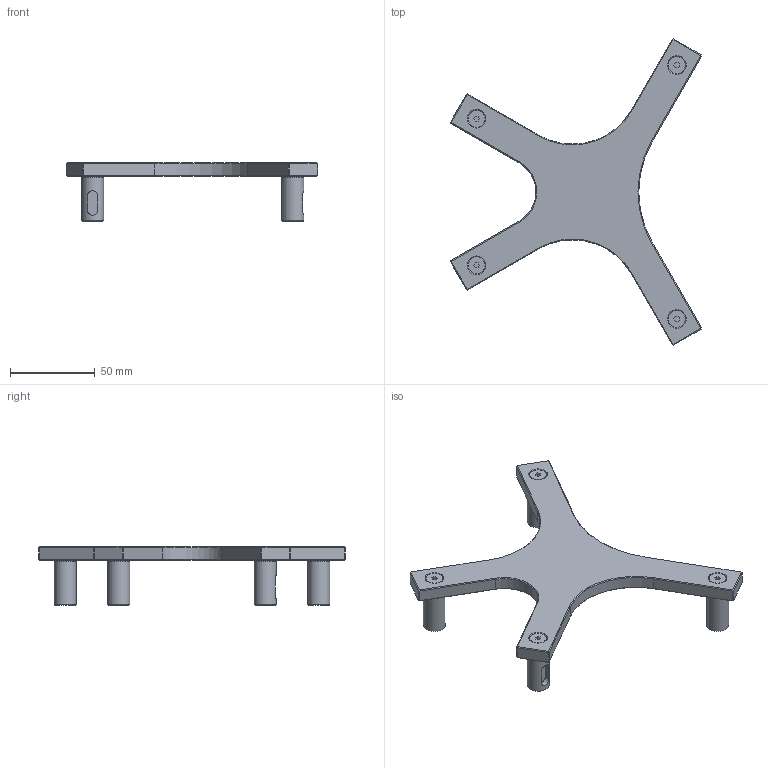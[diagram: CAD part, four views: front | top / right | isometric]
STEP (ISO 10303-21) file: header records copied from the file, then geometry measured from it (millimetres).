
FILE_DESCRIPTION(/* description */ (''),/* implementation_level */ '2;1');
FILE_NAME(/* name */ 'P-MCL 40.stp',/* time_stamp */ '2019-11-06T11:40:33+01:00',/* author */ ('Emilio'),/* organization */ (''),/* preprocessor_version */ 'ST-DEVELOPER v17',/* originating_system */ 'Autodesk Inventor 2019',/* authorisation */ '');
FILE_SCHEMA (('AUTOMOTIVE_DESIGN { 1 0 10303 214 3 1 1 }'));
Length unit declared in the file: millimetre
Products named in the file (4): P-MCL 40; MCL-40 PIATTELLO; MCL-40 PERNO PRESSORE; DIN 7991 - M5x8
Assembly tree (9 placements, depth 2):
  P-MCL 40
    MCL-40 PIATTELLO
    MCL-40 PERNO PRESSORE  x4
    DIN 7991 - M5x8  x4
Bounding box: 148.4 x 180.97 x 34.5 mm (x, y, z)
Volume: 81724.1 mm3; surface area: 29754.4 mm2
Topology: 9 solids, 9 shells, 178 faces, 408 edges, 252 vertices
Faces by surface type: plane 118, cone 28, cylinder 28, torus 4
Full cylindrical faces by diameter (mm): 5 x4, 5.5 x4, 10 x4, 13 x4
Entity records: 3133 total; most frequent: CARTESIAN_POINT 536, DIRECTION 532, ORIENTED_EDGE 480, EDGE_CURVE 240, LINE 178, VECTOR 178, AXIS2_PLACEMENT_3D 177, VERTEX_POINT 141
